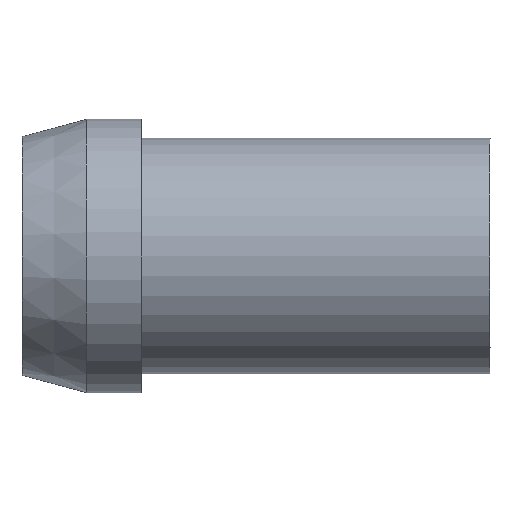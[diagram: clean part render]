
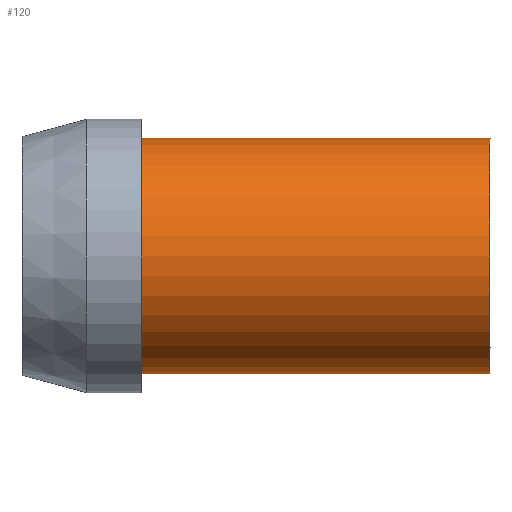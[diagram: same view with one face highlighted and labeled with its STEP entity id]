
A CAD part, front view. The second image highlights one B-rep face of the part: STEP entity #120.
In plain terms, the highlighted cylindrical face has radius 9.525 mm (diameter 19.05 mm), a partial arc.
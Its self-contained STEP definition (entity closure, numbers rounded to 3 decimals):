
#9 = ORIENTED_EDGE ( 'NONE', *, *, #83, .F. ) ;
#14 = EDGE_CURVE ( 'NONE', #35, #454, #425, .T. ) ;
#23 = DIRECTION ( 'NONE',  ( 1., 0., 0. ) ) ;
#35 = VERTEX_POINT ( 'NONE', #91 ) ;
#44 = CARTESIAN_POINT ( 'NONE',  ( 9.652, 0., -9.525 ) ) ;
#51 = AXIS2_PLACEMENT_3D ( 'NONE', #417, #89, #345 ) ;
#65 = CARTESIAN_POINT ( 'NONE',  ( 23.749, 0., 9.525 ) ) ;
#72 = VERTEX_POINT ( 'NONE', #465 ) ;
#76 = CARTESIAN_POINT ( 'NONE',  ( 37.846, 0., -9.525 ) ) ;
#83 = EDGE_CURVE ( 'NONE', #35, #72, #248, .T. ) ;
#89 = DIRECTION ( 'NONE',  ( 1., 0., 0. ) ) ;
#90 = EDGE_CURVE ( 'NONE', #236, #454, #398, .T. ) ;
#91 = CARTESIAN_POINT ( 'NONE',  ( 9.652, 0., 9.525 ) ) ;
#109 = AXIS2_PLACEMENT_3D ( 'NONE', #471, #23, #252 ) ;
#120 = ADVANCED_FACE ( 'NONE', ( #353 ), #393, .T. ) ;
#125 = EDGE_CURVE ( 'NONE', #72, #236, #303, .T. ) ;
#153 = VECTOR ( 'NONE', #322, 1000. ) ;
#160 = EDGE_LOOP ( 'NONE', ( #9, #239, #222, #227 ) ) ;
#178 = CARTESIAN_POINT ( 'NONE',  ( 23.749, 0., -9.525 ) ) ;
#185 = DIRECTION ( 'NONE',  ( -1., 0., 0. ) ) ;
#222 = ORIENTED_EDGE ( 'NONE', *, *, #90, .F. ) ;
#227 = ORIENTED_EDGE ( 'NONE', *, *, #125, .F. ) ;
#236 = VERTEX_POINT ( 'NONE', #76 ) ;
#239 = ORIENTED_EDGE ( 'NONE', *, *, #14, .T. ) ;
#248 = LINE ( 'NONE', #65, #153 ) ;
#252 = DIRECTION ( 'NONE',  ( 0., 0., 1. ) ) ;
#282 = DIRECTION ( 'NONE',  ( 0., 0., 1. ) ) ;
#303 = CIRCLE ( 'NONE', #363, 9.525 ) ;
#322 = DIRECTION ( 'NONE',  ( 1., 0., 0. ) ) ;
#345 = DIRECTION ( 'NONE',  ( 0., 0., 1. ) ) ;
#353 = FACE_OUTER_BOUND ( 'NONE', #160, .T. ) ;
#362 = CARTESIAN_POINT ( 'NONE',  ( 37.846, 0., 0. ) ) ;
#363 = AXIS2_PLACEMENT_3D ( 'NONE', #362, #426, #282 ) ;
#393 = CYLINDRICAL_SURFACE ( 'NONE', #109, 9.525 ) ;
#394 = VECTOR ( 'NONE', #185, 1000. ) ;
#398 = LINE ( 'NONE', #178, #394 ) ;
#417 = CARTESIAN_POINT ( 'NONE',  ( 9.652, 0., 0. ) ) ;
#425 = CIRCLE ( 'NONE', #51, 9.525 ) ;
#426 = DIRECTION ( 'NONE',  ( 1., 0., 0. ) ) ;
#454 = VERTEX_POINT ( 'NONE', #44 ) ;
#465 = CARTESIAN_POINT ( 'NONE',  ( 37.846, 0., 9.525 ) ) ;
#471 = CARTESIAN_POINT ( 'NONE',  ( 23.749, 0., 0. ) ) ;
